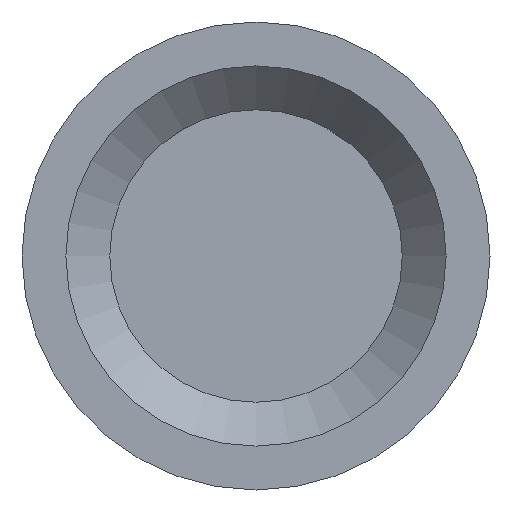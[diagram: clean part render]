
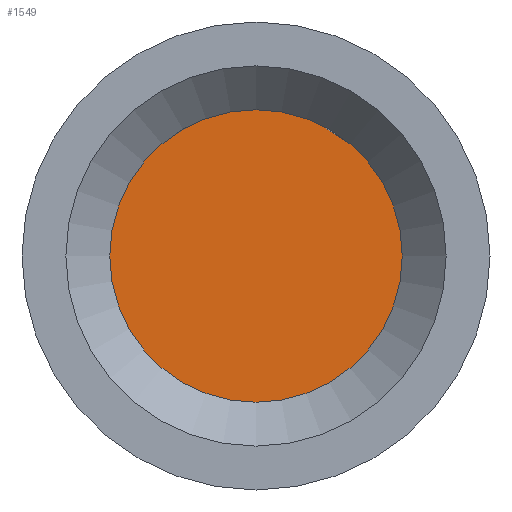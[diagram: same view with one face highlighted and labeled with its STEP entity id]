
A CAD part, front view. The second image highlights one B-rep face of the part: STEP entity #1549.
In plain terms, the highlighted planar face has unit normal (0, -1, 0).
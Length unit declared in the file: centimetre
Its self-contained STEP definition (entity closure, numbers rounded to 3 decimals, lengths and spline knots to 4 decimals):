
#1524=CARTESIAN_POINT('',(0.25,1.8,0.));
#1525=DIRECTION('',(0.,-1.,0.));
#1526=DIRECTION('',(-1.,0.,0.));
#1527=AXIS2_PLACEMENT_3D('',#1524,#1525,#1526);
#1528=PLANE('',#1527);
#1529=CARTESIAN_POINT('',(-0.5,1.8,-0.));
#1530=VERTEX_POINT('',#1529);
#1531=CARTESIAN_POINT('',(0.5,1.8,0.));
#1532=VERTEX_POINT('',#1531);
#1533=CARTESIAN_POINT('',(0.,1.8,0.));
#1534=DIRECTION('',(-0.,1.,0.));
#1535=DIRECTION('',(1.,0.,0.));
#1536=AXIS2_PLACEMENT_3D('',#1533,#1534,#1535);
#1537=CIRCLE('',#1536,0.5);
#1538=EDGE_CURVE('',#1530,#1532,#1537,.T.);
#1539=ORIENTED_EDGE('',*,*,#1538,.F.);
#1540=CARTESIAN_POINT('',(0.,1.8,0.));
#1541=DIRECTION('',(-0.,1.,0.));
#1542=DIRECTION('',(1.,0.,0.));
#1543=AXIS2_PLACEMENT_3D('',#1540,#1541,#1542);
#1544=CIRCLE('',#1543,0.5);
#1545=EDGE_CURVE('',#1532,#1530,#1544,.T.);
#1546=ORIENTED_EDGE('',*,*,#1545,.F.);
#1547=EDGE_LOOP('',(#1539,#1546));
#1548=FACE_BOUND('',#1547,.T.);
#1549=ADVANCED_FACE('',(#1548),#1528,.T.);
